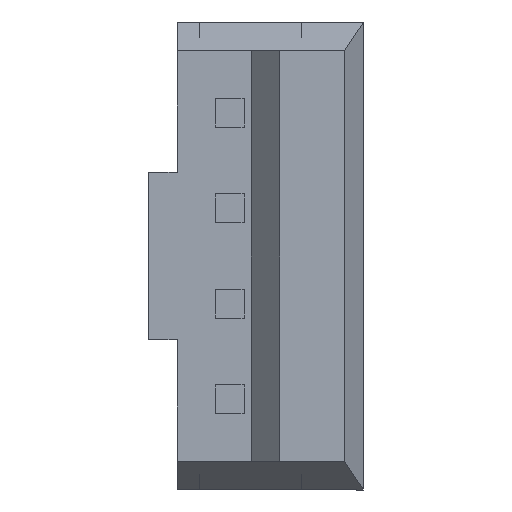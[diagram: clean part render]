
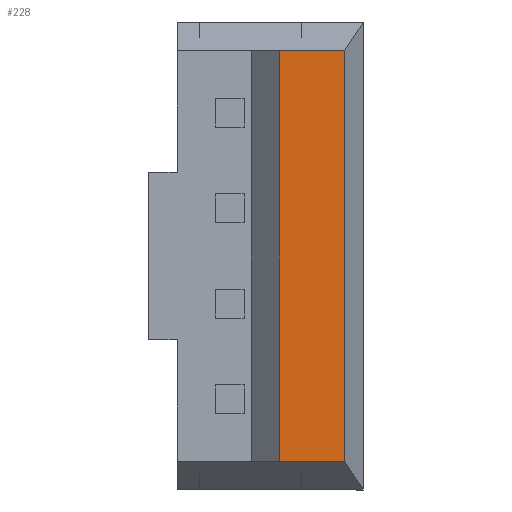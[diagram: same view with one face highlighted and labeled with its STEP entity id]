
A CAD part, left-side view. The second image highlights one B-rep face of the part: STEP entity #228.
In plain terms, the highlighted face is planar.
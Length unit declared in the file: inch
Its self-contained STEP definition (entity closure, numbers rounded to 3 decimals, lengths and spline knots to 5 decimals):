
#224 = VERTEX_POINT ( 'NONE', #6030 ) ;
#228 = ADVANCED_FACE ( 'NONE', ( #1773 ), #1712, .F. ) ;
#249 = VECTOR ( 'NONE', #1422, 39.37008 ) ;
#606 = EDGE_CURVE ( 'NONE', #224, #695, #5010, .T. ) ;
#695 = VERTEX_POINT ( 'NONE', #5066 ) ;
#718 = CARTESIAN_POINT ( 'NONE',  ( 0.08071, 0.03839, 0.13484 ) ) ;
#877 = DIRECTION ( 'NONE',  ( 0., 1., 0. ) ) ;
#1232 = DIRECTION ( 'NONE',  ( 0., 0., -1. ) ) ;
#1391 = CARTESIAN_POINT ( 'NONE',  ( -0.25787, 0.09154, 0.13484 ) ) ;
#1417 = AXIS2_PLACEMENT_3D ( 'NONE', #2659, #1232, #2211 ) ;
#1422 = DIRECTION ( 'NONE',  ( -1., 0., 0. ) ) ;
#1452 = CARTESIAN_POINT ( 'NONE',  ( -0.25787, 0.03839, 0.13484 ) ) ;
#1551 = LINE ( 'NONE', #2472, #5998 ) ;
#1647 = ORIENTED_EDGE ( 'NONE', *, *, #3834, .F. ) ;
#1712 = PLANE ( 'NONE',  #1417 ) ;
#1773 = FACE_OUTER_BOUND ( 'NONE', #3580, .T. ) ;
#1965 = DIRECTION ( 'NONE',  ( 1., 0., 0. ) ) ;
#2211 = DIRECTION ( 'NONE',  ( 0., -1., 0. ) ) ;
#2472 = CARTESIAN_POINT ( 'NONE',  ( -0.2815, 0.03839, 0.13484 ) ) ;
#2659 = CARTESIAN_POINT ( 'NONE',  ( -0.2815, 0.03839, 0.13484 ) ) ;
#2928 = VECTOR ( 'NONE', #5100, 39.37008 ) ;
#3244 = LINE ( 'NONE', #3279, #249 ) ;
#3279 = CARTESIAN_POINT ( 'NONE',  ( -0.2815, 0.09154, 0.13484 ) ) ;
#3580 = EDGE_LOOP ( 'NONE', ( #4991, #4021, #1647, #4508 ) ) ;
#3834 = EDGE_CURVE ( 'NONE', #5191, #5162, #5136, .T. ) ;
#3862 = EDGE_CURVE ( 'NONE', #224, #5162, #3244, .T. ) ;
#4021 = ORIENTED_EDGE ( 'NONE', *, *, #3862, .T. ) ;
#4508 = ORIENTED_EDGE ( 'NONE', *, *, #5256, .T. ) ;
#4991 = ORIENTED_EDGE ( 'NONE', *, *, #606, .F. ) ;
#5010 = LINE ( 'NONE', #718, #2928 ) ;
#5066 = CARTESIAN_POINT ( 'NONE',  ( 0.08071, 0.03839, 0.13484 ) ) ;
#5100 = DIRECTION ( 'NONE',  ( 0., -1., 0. ) ) ;
#5136 = LINE ( 'NONE', #5669, #5394 ) ;
#5162 = VERTEX_POINT ( 'NONE', #1391 ) ;
#5191 = VERTEX_POINT ( 'NONE', #1452 ) ;
#5256 = EDGE_CURVE ( 'NONE', #5191, #695, #1551, .T. ) ;
#5394 = VECTOR ( 'NONE', #877, 39.37008 ) ;
#5669 = CARTESIAN_POINT ( 'NONE',  ( -0.25787, 0.03839, 0.13484 ) ) ;
#5998 = VECTOR ( 'NONE', #1965, 39.37008 ) ;
#6030 = CARTESIAN_POINT ( 'NONE',  ( 0.08071, 0.09154, 0.13484 ) ) ;
